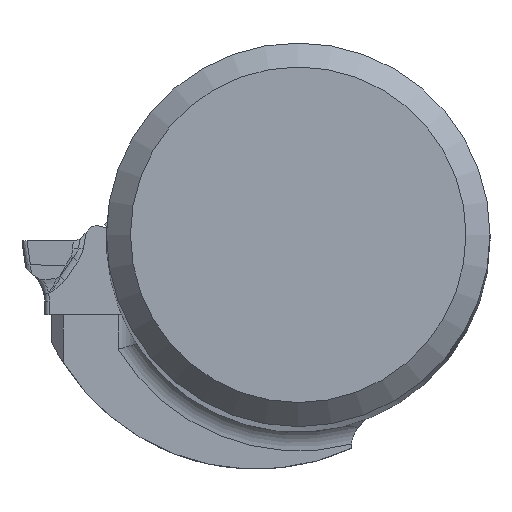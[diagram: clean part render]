
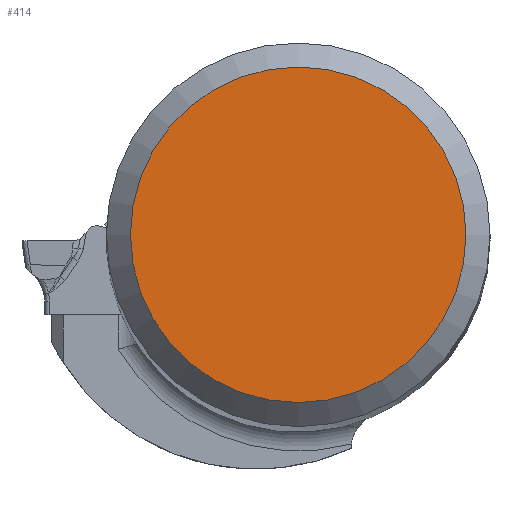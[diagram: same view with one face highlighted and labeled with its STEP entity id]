
A CAD part, top view. The second image highlights one B-rep face of the part: STEP entity #414.
In plain terms, the highlighted planar face has unit normal (0, 0, 1).
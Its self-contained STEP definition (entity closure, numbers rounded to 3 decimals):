
#283=FACE_OUTER_BOUND('',#999,.T.);
#414=ADVANCED_FACE('TB_BL_N5_SU8',(#283),#540,.F.);
#540=PLANE('',#2572);
#999=EDGE_LOOP('',(#1236));
#1236=ORIENTED_EDGE('',*,*,#2131,.T.);
#1876=VERTEX_POINT('',#3702);
#2131=EDGE_CURVE('',#1876,#1876,#2418,.T.);
#2418=CIRCLE('',#2570,6.985);
#2570=AXIS2_PLACEMENT_3D('',#3701,#2892,#2893);
#2572=AXIS2_PLACEMENT_3D('',#3704,#2896,#2897);
#2892=DIRECTION('',(0.,0.,1.));
#2893=DIRECTION('',(1.,0.,0.));
#2896=DIRECTION('',(0.,0.,-1.));
#2897=DIRECTION('',(-1.,0.,0.));
#3701=CARTESIAN_POINT('',(0.,0.,0.));
#3702=CARTESIAN_POINT('',(6.985,0.,0.));
#3704=CARTESIAN_POINT('',(6.985,0.,0.));
